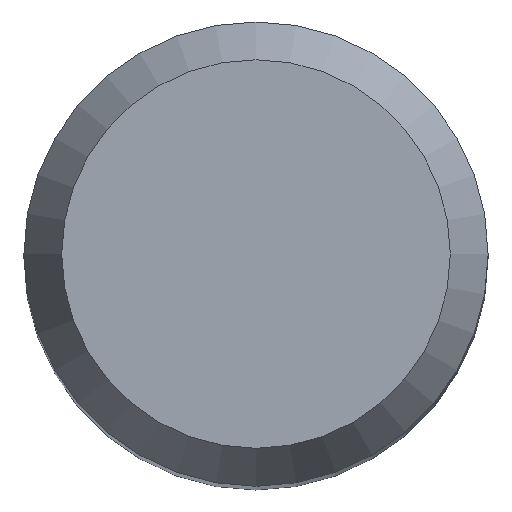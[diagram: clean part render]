
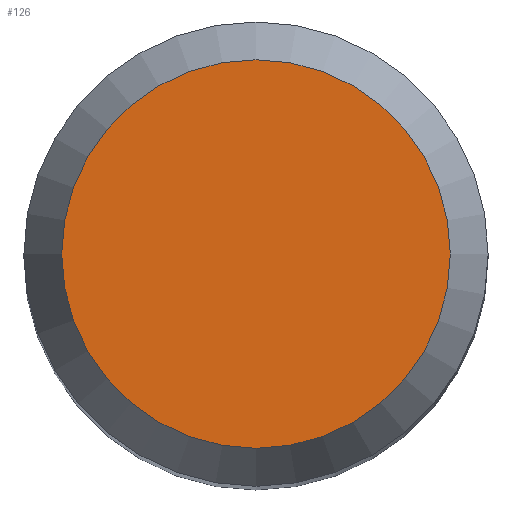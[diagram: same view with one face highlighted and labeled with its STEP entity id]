
A CAD part, top view. The second image highlights one B-rep face of the part: STEP entity #126.
In plain terms, the highlighted planar face has unit normal (0, 0, 1).
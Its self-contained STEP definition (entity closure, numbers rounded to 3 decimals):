
#126=ADVANCED_FACE('',(#139),#135,.T.);
#135=PLANE('',#268);
#139=FACE_OUTER_BOUND('',#160,.T.);
#160=EDGE_LOOP('',(#190));
#190=ORIENTED_EDGE('',*,*,#228,.T.);
#212=VERTEX_POINT('',#398);
#228=EDGE_CURVE('',#212,#212,#243,.T.);
#243=CIRCLE('',#267,5.02);
#267=AXIS2_PLACEMENT_3D('',#397,#321,#322);
#268=AXIS2_PLACEMENT_3D('',#399,#323,#324);
#321=DIRECTION('',(0.,0.,1.));
#322=DIRECTION('',(0.,1.,0.));
#323=DIRECTION('',(0.,0.,1.));
#324=DIRECTION('',(0.,1.,0.));
#397=CARTESIAN_POINT('',(0.,0.,45.));
#398=CARTESIAN_POINT('',(0.,5.02,45.));
#399=CARTESIAN_POINT('',(0.,0.,45.));
